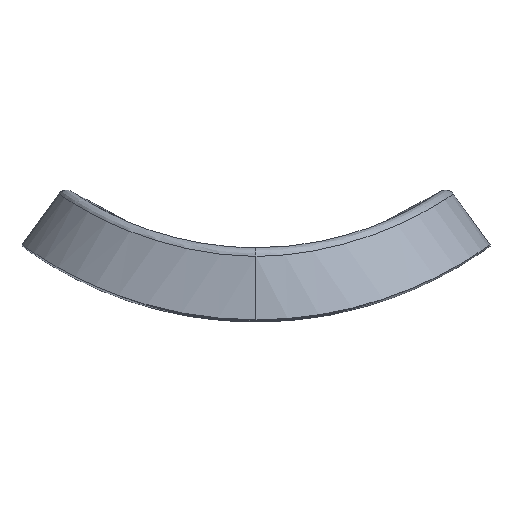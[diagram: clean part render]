
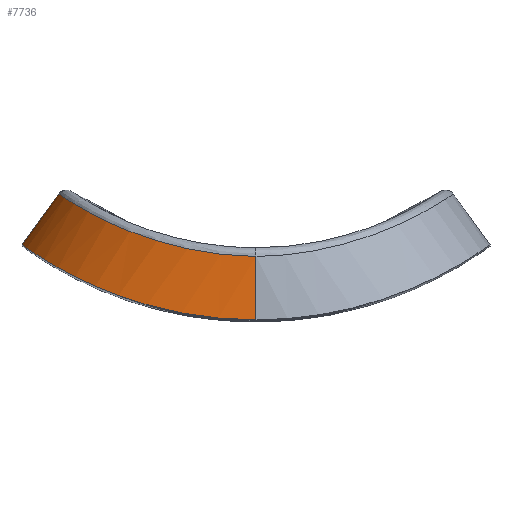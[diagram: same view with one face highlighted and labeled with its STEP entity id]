
A CAD part, top view. The second image highlights one B-rep face of the part: STEP entity #7736.
In plain terms, the highlighted cylindrical face has radius 12 mm (diameter 24 mm), a partial arc.
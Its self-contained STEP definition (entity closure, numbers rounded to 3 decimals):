
#319 = CARTESIAN_POINT ( 'NONE',  ( -8.276, 5.363, 26.863 ) ) ;
#350 = CARTESIAN_POINT ( 'NONE',  ( -5.533, 0.744, 30.969 ) ) ;
#442 = AXIS2_PLACEMENT_3D ( 'NONE', #675, #3809, #13540 ) ;
#675 = CARTESIAN_POINT ( 'NONE',  ( 9.742, 13.543, 20. ) ) ;
#970 = CARTESIAN_POINT ( 'NONE',  ( -5.389, 4.147, 29.896 ) ) ;
#1246 = CARTESIAN_POINT ( 'NONE',  ( -9.839, 6.871, 20. ) ) ;
#1397 = CARTESIAN_POINT ( 'NONE',  ( -9.837, 6.278, 22.893 ) ) ;
#1428 = CARTESIAN_POINT ( 'NONE',  ( -8.164, 1.688, 29.284 ) ) ;
#1475 = CYLINDRICAL_SURFACE ( 'NONE', #442, 12. ) ;
#1481 = CARTESIAN_POINT ( 'NONE',  ( -11.319, 3.398, 24.396 ) ) ;
#1527 = CARTESIAN_POINT ( 'NONE',  ( -11.729, 3.676, 22.831 ) ) ;
#1579 = ORIENTED_EDGE ( 'NONE', *, *, #2369, .T. ) ;
#1626 = CARTESIAN_POINT ( 'NONE',  ( -12., 3.868, 20.825 ) ) ;
#1669 = CARTESIAN_POINT ( 'NONE',  ( -12., 3.868, 20. ) ) ;
#2049 = VERTEX_POINT ( 'NONE', #6904 ) ;
#2151 = CARTESIAN_POINT ( 'NONE',  ( -9.671, 6.171, 23.598 ) ) ;
#2198 = CARTESIAN_POINT ( 'NONE',  ( -10.127, 6.471, 20.738 ) ) ;
#2369 = EDGE_CURVE ( 'NONE', #6921, #3060, #7778, .T. ) ;
#2412 = CARTESIAN_POINT ( 'NONE',  ( -7.556, 1.437, 29.774 ) ) ;
#2462 = CARTESIAN_POINT ( 'NONE',  ( -0.824, 0., 32. ) ) ;
#2556 = CARTESIAN_POINT ( 'NONE',  ( -11.645, 3.617, 23.226 ) ) ;
#3033 = CARTESIAN_POINT ( 'NONE',  ( -0.366, 3.252, 31.801 ) ) ;
#3060 = VERTEX_POINT ( 'NONE', #12679 ) ;
#3082 = CARTESIAN_POINT ( 'NONE',  ( -1.448, 3.324, 31.593 ) ) ;
#3132 = CARTESIAN_POINT ( 'NONE',  ( -6.502, 4.542, 29.034 ) ) ;
#3273 = CARTESIAN_POINT ( 'NONE',  ( 0., 1.088, 32. ) ) ;
#3526 = CARTESIAN_POINT ( 'NONE',  ( -3.233, 0.252, 31.681 ) ) ;
#3566 = CARTESIAN_POINT ( 'NONE',  ( -9.248, 2.197, 28.179 ) ) ;
#3809 = DIRECTION ( 'NONE',  ( 0.584, 0.812, 0. ) ) ;
#4144 = CARTESIAN_POINT ( 'NONE',  ( -3.524, 3.637, 30.938 ) ) ;
#4653 = CARTESIAN_POINT ( 'NONE',  ( -9.953, 2.569, 27.238 ) ) ;
#4713 = EDGE_LOOP ( 'NONE', ( #1579, #7190, #6240, #11177 ) ) ;
#5239 = CARTESIAN_POINT ( 'NONE',  ( -4.477, 3.876, 30.456 ) ) ;
#5355 = CARTESIAN_POINT ( 'NONE',  ( 0., 2.172, 31.95 ) ) ;
#5504 = CARTESIAN_POINT ( 'NONE',  ( 0., 0., 32. ) ) ;
#5675 = CARTESIAN_POINT ( 'NONE',  ( -4.408, 0.475, 31.37 ) ) ;
#5743 = CARTESIAN_POINT ( 'NONE',  ( -10.071, 6.433, 21.465 ) ) ;
#5777 = CARTESIAN_POINT ( 'NONE',  ( -10.909, 3.132, 25.523 ) ) ;
#6116 = CARTESIAN_POINT ( 'NONE',  ( -12., 3.868, 20. ) ) ;
#6240 = ORIENTED_EDGE ( 'NONE', *, *, #12604, .F. ) ;
#6317 = CARTESIAN_POINT ( 'NONE',  ( -1.805, 3.362, 31.504 ) ) ;
#6447 = EDGE_CURVE ( 'NONE', #3060, #2049, #11923, .T. ) ;
#6904 = CARTESIAN_POINT ( 'NONE',  ( -10.127, 6.471, 20. ) ) ;
#6921 = VERTEX_POINT ( 'NONE', #13722 ) ;
#7152 = B_SPLINE_CURVE_WITH_KNOTS ( 'NONE', 3,
 ( #7853, #2462, #13119, #12027, #3526, #7953, #5675, #350, #11979, #7905, #2412, #1428, #8963, #10023, #3566, #11087, #4653, #12166, #5777, #1481, #9010, #2556, #1527, #13394, #1626, #1669 ),
 .UNSPECIFIED., .F., .F.,
 ( 4, 2, 2, 2, 2, 2, 2, 2, 2, 2, 2, 2, 4 ),
 ( 0., 0.002, 0.004, 0.005, 0.007, 0.009, 0.01, 0.011, 0.012, 0.015, 0.016, 0.017, 0.02 ),
 .UNSPECIFIED. ) ;
#7190 = ORIENTED_EDGE ( 'NONE', *, *, #6447, .T. ) ;
#7358 = VECTOR ( 'NONE', #8792, 1000. ) ;
#7736 = ADVANCED_FACE ( 'NONE', ( #8560 ), #1475, .T. ) ;
#7778 =( BOUNDED_CURVE ( )  B_SPLINE_CURVE ( 3, ( #5504, #3273, #5355, #11721 ),
 .UNSPECIFIED., .F., .F. ) 
 B_SPLINE_CURVE_WITH_KNOTS ( ( 4, 4 ),
 ( 4.712, 4.871 ),
 .UNSPECIFIED. ) 
 CURVE ( )  GEOMETRIC_REPRESENTATION_ITEM ( )  RATIONAL_B_SPLINE_CURVE ( ( 1., 0.998, 0.998, 1. ) ) 
 REPRESENTATION_ITEM ( '' )  );
#7853 = CARTESIAN_POINT ( 'NONE',  ( 0., 0., 32. ) ) ;
#7875 = CARTESIAN_POINT ( 'NONE',  ( -9.572, 6.108, 23.949 ) ) ;
#7905 = CARTESIAN_POINT ( 'NONE',  ( -7.234, 1.312, 30.004 ) ) ;
#7921 = CARTESIAN_POINT ( 'NONE',  ( -8.959, 5.735, 25.63 ) ) ;
#7953 = CARTESIAN_POINT ( 'NONE',  ( -4.02, 0.393, 31.487 ) ) ;
#8560 = FACE_OUTER_BOUND ( 'NONE', #4713, .T. ) ;
#8792 = DIRECTION ( 'NONE',  ( 0.584, 0.812, 0. ) ) ;
#8963 = CARTESIAN_POINT ( 'NONE',  ( -8.451, 1.816, 29.024 ) ) ;
#9010 = CARTESIAN_POINT ( 'NONE',  ( -11.44, 3.478, 24.008 ) ) ;
#9502 = LINE ( 'NONE', #1246, #7358 ) ;
#9573 = CARTESIAN_POINT ( 'NONE',  ( -5.678, 4.244, 29.69 ) ) ;
#9621 = CARTESIAN_POINT ( 'NONE',  ( -9.906, 6.323, 22.538 ) ) ;
#9760 = CARTESIAN_POINT ( 'NONE',  ( -8.458, 5.46, 26.561 ) ) ;
#10023 = CARTESIAN_POINT ( 'NONE',  ( -8.993, 2.07, 28.471 ) ) ;
#10586 = CARTESIAN_POINT ( 'NONE',  ( -2.856, 3.505, 31.197 ) ) ;
#10630 = CARTESIAN_POINT ( 'NONE',  ( -6.999, 4.75, 28.546 ) ) ;
#10835 = CARTESIAN_POINT ( 'NONE',  ( -9.236, 5.901, 24.978 ) ) ;
#11055 = CARTESIAN_POINT ( 'NONE',  ( -7.67, 5.06, 27.735 ) ) ;
#11087 = CARTESIAN_POINT ( 'NONE',  ( -9.727, 2.446, 27.564 ) ) ;
#11177 = ORIENTED_EDGE ( 'NONE', *, *, #12652, .F. ) ;
#11721 = CARTESIAN_POINT ( 'NONE',  ( 0., 3.246, 31.849 ) ) ;
#11879 = VERTEX_POINT ( 'NONE', #6116 ) ;
#11923 = B_SPLINE_CURVE_WITH_KNOTS ( 'NONE', 3,
 ( #13685, #3033, #12777, #3082, #6317, #10586, #4144, #5239, #12738, #970, #9573, #3132, #10630, #11055, #12954, #319, #9760, #7921, #10835, #7875, #2151, #1397, #9621, #5743, #2198, #12908 ),
 .UNSPECIFIED., .F., .F.,
 ( 4, 2, 2, 2, 2, 2, 2, 2, 2, 2, 2, 2, 4 ),
 ( 0., 0.001, 0.002, 0.004, 0.006, 0.007, 0.009, 0.01, 0.011, 0.013, 0.014, 0.015, 0.018 ),
 .UNSPECIFIED. ) ;
#11979 = CARTESIAN_POINT ( 'NONE',  ( -6.24, 0.957, 30.63 ) ) ;
#12027 = CARTESIAN_POINT ( 'NONE',  ( -2.837, 0.193, 31.76 ) ) ;
#12166 = CARTESIAN_POINT ( 'NONE',  ( -10.57, 2.921, 26.234 ) ) ;
#12604 = EDGE_CURVE ( 'NONE', #11879, #2049, #9502, .T. ) ;
#12652 = EDGE_CURVE ( 'NONE', #6921, #11879, #7152, .T. ) ;
#12679 = CARTESIAN_POINT ( 'NONE',  ( 0., 3.246, 31.849 ) ) ;
#12738 = CARTESIAN_POINT ( 'NONE',  ( -4.787, 3.963, 30.28 ) ) ;
#12777 = CARTESIAN_POINT ( 'NONE',  ( -0.729, 3.269, 31.741 ) ) ;
#12908 = CARTESIAN_POINT ( 'NONE',  ( -10.127, 6.471, 20. ) ) ;
#12954 = CARTESIAN_POINT ( 'NONE',  ( -7.883, 5.163, 27.45 ) ) ;
#13119 = CARTESIAN_POINT ( 'NONE',  ( -1.637, 0.049, 31.944 ) ) ;
#13394 = CARTESIAN_POINT ( 'NONE',  ( -11.932, 3.818, 21.636 ) ) ;
#13540 = DIRECTION ( 'NONE',  ( -0.812, 0.584, 0. ) ) ;
#13685 = CARTESIAN_POINT ( 'NONE',  ( 0., 3.246, 31.849 ) ) ;
#13722 = CARTESIAN_POINT ( 'NONE',  ( 0., 0., 32. ) ) ;
